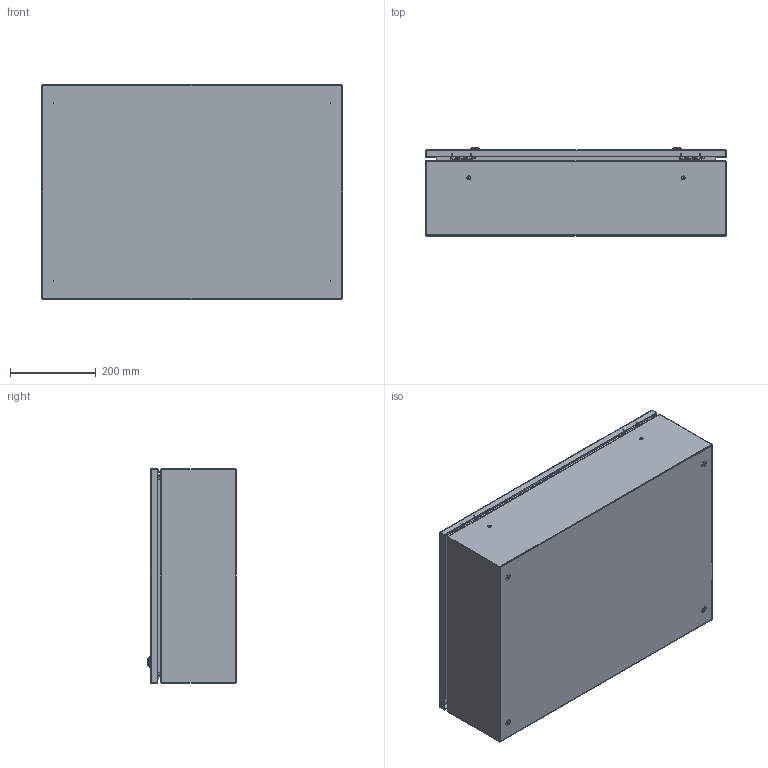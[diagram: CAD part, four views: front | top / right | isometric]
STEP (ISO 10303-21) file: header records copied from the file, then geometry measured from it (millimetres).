
FILE_DESCRIPTION(/* description */ (''),/* implementation_level */ '2;1');
FILE_NAME(/* name */ 'Шкаф SES 70.50.20.000-02.stp',/* time_stamp */ '2021-01-22T09:15:08+03:00',/* author */ ('KB-STEPAN'),/* organization */ (''),/* preprocessor_version */ 'ST-DEVELOPER v16.1',/* originating_system */ 'Autodesk Inventor 2016',/* authorisation */ '');
FILE_SCHEMA (('AUTOMOTIVE_DESIGN { 1 0 10303 214 3 1 1 }'));
Length unit declared in the file: millimetre
Products named in the file (1): Деталь9
Bounding box: 700 x 205.5 x 500 mm (x, y, z)
Volume: 2136833.5 mm3; surface area: 3177174.8 mm2
Topology: 3 solids, 17 shells, 1335 faces, 3277 edges, 2025 vertices
Faces by surface type: plane 787, cylinder 346, cone 128, bspline 62, torus 12
Full cylindrical faces by diameter (mm): 1 x11, 3.8 x2, 4.917 x2, 5 x10, 5.2 x4, 5.3 x4, 5.5 x4, 6 x20, 6.4 x6, 7.5 x6, 8 x20, 8.4 x8, 8.7 x2, 9 x4, 12 x10, 16 x8, 27 x2, 33 x2
Entity records: 39318 total; most frequent: CARTESIAN_POINT 9017, DIRECTION 5894, ORIENTED_EDGE 5828, EDGE_CURVE 2912, AXIS2_PLACEMENT_3D 2217, VERTEX_POINT 1906, EDGE_LOOP 1732, LINE 1460
